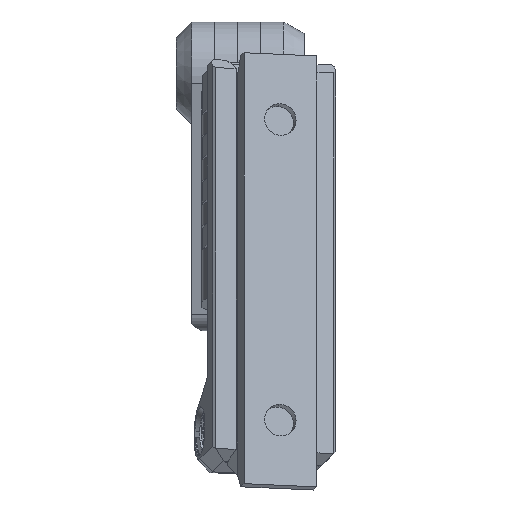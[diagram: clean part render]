
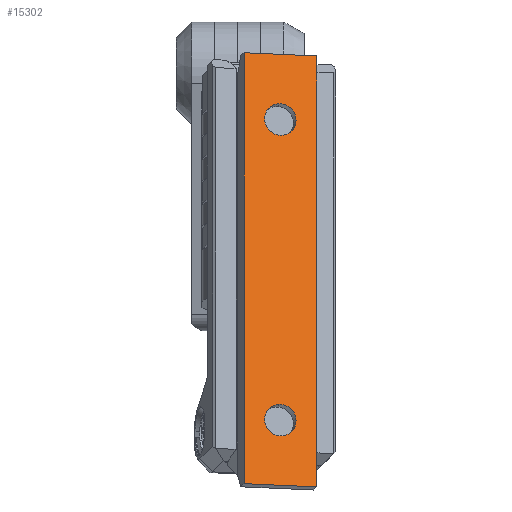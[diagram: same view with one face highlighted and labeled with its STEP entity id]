
A CAD part, left-side view. The second image highlights one B-rep face of the part: STEP entity #15302.
In plain terms, the highlighted face is planar.
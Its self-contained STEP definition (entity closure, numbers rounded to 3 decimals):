
#197 = DIRECTION ( 'NONE',  ( -1., 0., 0. ) ) ;
#332 = VERTEX_POINT ( 'NONE', #16150 ) ;
#536 = VERTEX_POINT ( 'NONE', #17085 ) ;
#614 = ORIENTED_EDGE ( 'NONE', *, *, #2973, .T. ) ;
#1313 = EDGE_CURVE ( 'NONE', #13196, #4748, #5037, .T. ) ;
#1586 = VERTEX_POINT ( 'NONE', #10793 ) ;
#1884 = CIRCLE ( 'NONE', #5029, 1.575 ) ;
#1941 = DIRECTION ( 'NONE',  ( 0., 0., -1. ) ) ;
#2314 = ORIENTED_EDGE ( 'NONE', *, *, #16080, .T. ) ;
#2437 = EDGE_CURVE ( 'NONE', #16509, #13196, #12281, .T. ) ;
#2792 = CARTESIAN_POINT ( 'NONE',  ( -75.675, -1.78, 54.025 ) ) ;
#2973 = EDGE_CURVE ( 'NONE', #3422, #20218, #7822, .T. ) ;
#3413 = EDGE_CURVE ( 'NONE', #1586, #536, #18246, .T. ) ;
#3422 = VERTEX_POINT ( 'NONE', #8016 ) ;
#3535 = DIRECTION ( 'NONE',  ( 0., 0., -1. ) ) ;
#3710 = VECTOR ( 'NONE', #14225, 1000. ) ;
#4444 = CARTESIAN_POINT ( 'NONE',  ( -75.675, -5.405, 60.525 ) ) ;
#4697 = EDGE_LOOP ( 'NONE', ( #16012, #17672 ) ) ;
#4748 = VERTEX_POINT ( 'NONE', #4444 ) ;
#4934 = CARTESIAN_POINT ( 'NONE',  ( -75.675, -1.78, 24.025 ) ) ;
#5029 = AXIS2_PLACEMENT_3D ( 'NONE', #6778, #19967, #16469 ) ;
#5037 = LINE ( 'NONE', #18345, #7689 ) ;
#5345 = AXIS2_PLACEMENT_3D ( 'NONE', #10227, #197, #1941 ) ;
#6131 = AXIS2_PLACEMENT_3D ( 'NONE', #9915, #16992, #6650 ) ;
#6650 = DIRECTION ( 'NONE',  ( 0., 0., 1. ) ) ;
#6778 = CARTESIAN_POINT ( 'NONE',  ( -75.675, -1.78, 24.025 ) ) ;
#6796 = DIRECTION ( 'NONE',  ( -1., 0., 0. ) ) ;
#7689 = VECTOR ( 'NONE', #19872, 1000. ) ;
#7801 = AXIS2_PLACEMENT_3D ( 'NONE', #2792, #11290, #17946 ) ;
#7822 = CIRCLE ( 'NONE', #9555, 1.575 ) ;
#8016 = CARTESIAN_POINT ( 'NONE',  ( -75.675, -1.78, 22.45 ) ) ;
#8701 = CARTESIAN_POINT ( 'NONE',  ( -75.675, -5.405, 17.525 ) ) ;
#8784 = CARTESIAN_POINT ( 'NONE',  ( -75.675, 15.529, 17.525 ) ) ;
#9162 = CIRCLE ( 'NONE', #5345, 1.575 ) ;
#9300 = PLANE ( 'NONE',  #6131 ) ;
#9555 = AXIS2_PLACEMENT_3D ( 'NONE', #4934, #6796, #11578 ) ;
#9915 = CARTESIAN_POINT ( 'NONE',  ( -75.675, 0., 0. ) ) ;
#10069 = EDGE_LOOP ( 'NONE', ( #11702, #15340, #19856, #2314 ) ) ;
#10227 = CARTESIAN_POINT ( 'NONE',  ( -75.675, -1.78, 54.025 ) ) ;
#10288 = CARTESIAN_POINT ( 'NONE',  ( -75.675, -1.78, 25.6 ) ) ;
#10496 = VECTOR ( 'NONE', #20885, 1000. ) ;
#10793 = CARTESIAN_POINT ( 'NONE',  ( -75.675, -1.78, 55.6 ) ) ;
#11145 = FACE_OUTER_BOUND ( 'NONE', #10069, .T. ) ;
#11290 = DIRECTION ( 'NONE',  ( -1., 0., 0. ) ) ;
#11578 = DIRECTION ( 'NONE',  ( 0., 0., 1. ) ) ;
#11702 = ORIENTED_EDGE ( 'NONE', *, *, #1313, .F. ) ;
#12281 = LINE ( 'NONE', #8784, #10496 ) ;
#13196 = VERTEX_POINT ( 'NONE', #8701 ) ;
#13980 = LINE ( 'NONE', #20639, #15516 ) ;
#14225 = DIRECTION ( 'NONE',  ( 0., -1., 0. ) ) ;
#14546 = CARTESIAN_POINT ( 'NONE',  ( -75.675, 15.529, 60.525 ) ) ;
#15103 = EDGE_CURVE ( 'NONE', #332, #16509, #13980, .T. ) ;
#15302 = ADVANCED_FACE ( 'NONE', ( #19228, #17591, #11145 ), #9300, .F. ) ;
#15340 = ORIENTED_EDGE ( 'NONE', *, *, #2437, .F. ) ;
#15444 = EDGE_LOOP ( 'NONE', ( #17453, #614 ) ) ;
#15516 = VECTOR ( 'NONE', #3535, 1000. ) ;
#16012 = ORIENTED_EDGE ( 'NONE', *, *, #3413, .T. ) ;
#16080 = EDGE_CURVE ( 'NONE', #332, #4748, #16194, .T. ) ;
#16150 = CARTESIAN_POINT ( 'NONE',  ( -75.675, 1.845, 60.525 ) ) ;
#16194 = LINE ( 'NONE', #14546, #3710 ) ;
#16469 = DIRECTION ( 'NONE',  ( 0., 0., 1. ) ) ;
#16509 = VERTEX_POINT ( 'NONE', #21180 ) ;
#16992 = DIRECTION ( 'NONE',  ( -1., 0., 0. ) ) ;
#17085 = CARTESIAN_POINT ( 'NONE',  ( -75.675, -1.78, 52.45 ) ) ;
#17453 = ORIENTED_EDGE ( 'NONE', *, *, #18865, .T. ) ;
#17576 = EDGE_CURVE ( 'NONE', #536, #1586, #9162, .T. ) ;
#17591 = FACE_BOUND ( 'NONE', #4697, .T. ) ;
#17672 = ORIENTED_EDGE ( 'NONE', *, *, #17576, .T. ) ;
#17946 = DIRECTION ( 'NONE',  ( 0., 0., -1. ) ) ;
#18246 = CIRCLE ( 'NONE', #7801, 1.575 ) ;
#18345 = CARTESIAN_POINT ( 'NONE',  ( -75.675, -5.405, -61.525 ) ) ;
#18865 = EDGE_CURVE ( 'NONE', #20218, #3422, #1884, .T. ) ;
#19228 = FACE_BOUND ( 'NONE', #15444, .T. ) ;
#19856 = ORIENTED_EDGE ( 'NONE', *, *, #15103, .F. ) ;
#19872 = DIRECTION ( 'NONE',  ( 0., 0., 1. ) ) ;
#19967 = DIRECTION ( 'NONE',  ( -1., 0., 0. ) ) ;
#20218 = VERTEX_POINT ( 'NONE', #10288 ) ;
#20639 = CARTESIAN_POINT ( 'NONE',  ( -75.675, 1.845, -61.525 ) ) ;
#20885 = DIRECTION ( 'NONE',  ( 0., -1., 0. ) ) ;
#21180 = CARTESIAN_POINT ( 'NONE',  ( -75.675, 1.845, 17.525 ) ) ;
